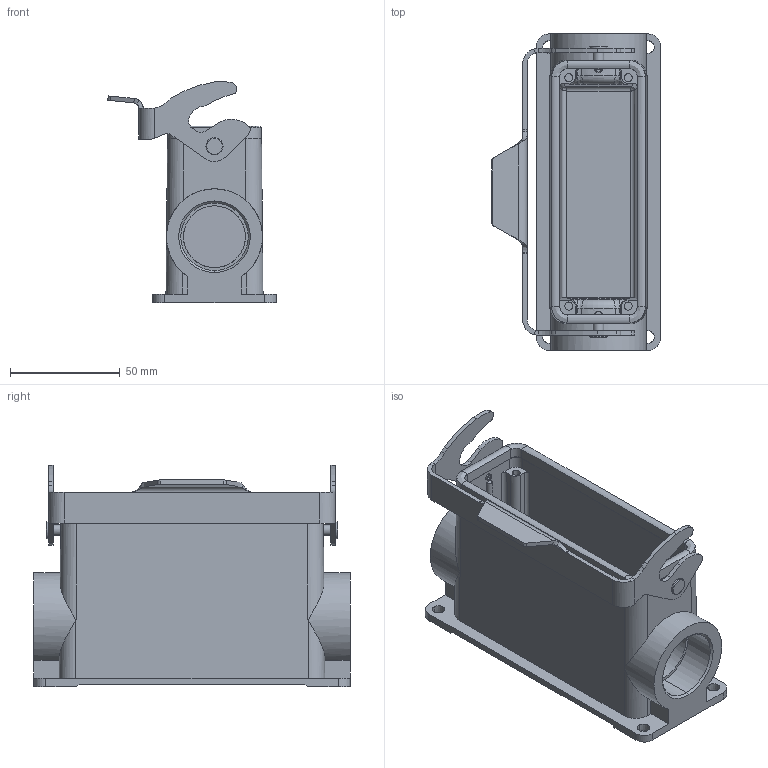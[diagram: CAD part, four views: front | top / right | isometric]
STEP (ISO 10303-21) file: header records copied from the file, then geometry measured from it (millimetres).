
FILE_DESCRIPTION(/* description */ (''),/* implementation_level */ '2;1');
FILE_NAME(/* name */ 'H24B-SFH-1L-XXX.stp',/* time_stamp */ '2022-08-12T09:37:18+08:00',/* author */ (''),/* organization */ (''),/* preprocessor_version */ 'ST-DEVELOPER v16',/* originating_system */ 'SIEMENS PLM Software NX 10.0',/* authorisation */ '');
FILE_SCHEMA (('AP203_CONFIGURATION_CONTROLLED_3D_DESIGN_OF_MECHANICAL_PARTS_AND_ASSEMBLIES_MIM_LF { 1 0 10303 403 2 1 2}'));
Length unit declared in the file: millimetre
Products named in the file (1): Admi11682A00h73c
Bounding box: 76.68 x 143.99 x 100.63 mm (x, y, z)
Volume: 166244.7 mm3; surface area: 81063.7 mm2
Topology: 1 solids, 1 shells, 299 faces, 808 edges, 529 vertices
Faces by surface type: cylinder 127, plane 124, bspline 22, cone 20, extrusion 4, torus 2
Full cylindrical faces by diameter (mm): 2.2 x2, 3 x2, 4.8 x2, 5.15 x2, 7.8 x2
Entity records: 10552 total; most frequent: CARTESIAN_POINT 3094, ORIENTED_EDGE 1566, DIRECTION 1485, EDGE_CURVE 783, AXIS2_PLACEMENT_3D 541, VERTEX_POINT 522, VECTOR 403, LINE 399
